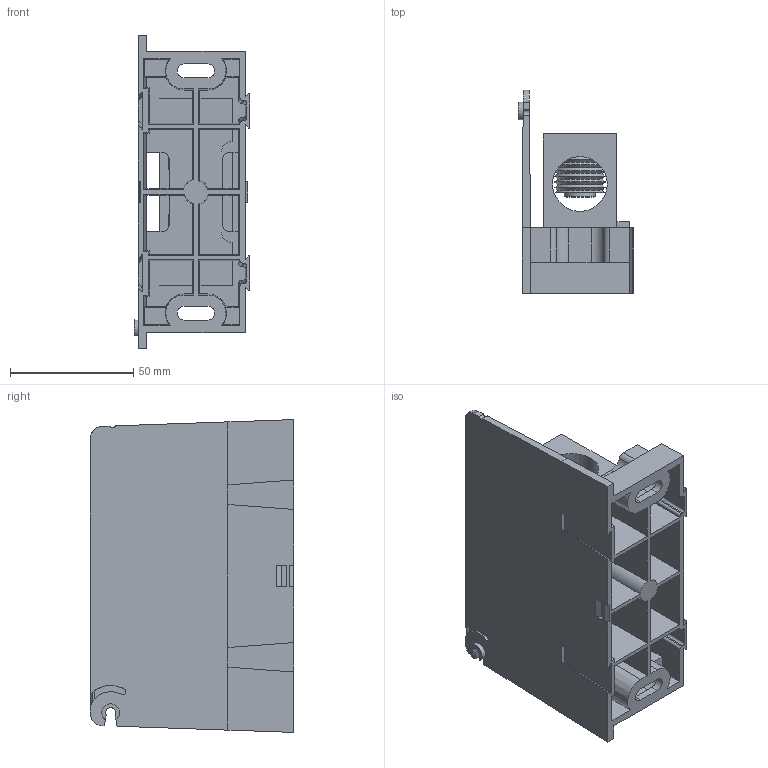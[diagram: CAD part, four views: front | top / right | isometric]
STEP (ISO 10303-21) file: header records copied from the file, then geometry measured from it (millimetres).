
FILE_DESCRIPTION (( 'STEP AP214' ), '1' );
FILE_NAME ('701973rev-ADDER.STEP', '2014-03-25T12:54:09', ( '' ), ( '' ), 'SwSTEP 2.0', 'SolidWorks 2013', '' );
FILE_SCHEMA (( 'AUTOMOTIVE_DESIGN' ));
Length unit declared in the file: inch
Products named in the file (1): 701973rev-ADDER
Bounding box: 46.93 x 82.55 x 127.01 mm (x, y, z)
Surface area: 61486.6 mm2 (no closed solid volume)
Topology: 0 solids, 6 shells, 233 faces, 686 edges, 457 vertices
Faces by surface type: plane 151, cylinder 49, cone 33
Full cylindrical faces by diameter (mm): 12.7 x1, 22.225 x2
Entity records: 10814 total; most frequent: CARTESIAN_POINT 1867, ORIENTED_EDGE 1166, DIRECTION 1154, EDGE_CURVE 652, LINE 476, VECTOR 476, VERTEX_POINT 454, AXIS2_PLACEMENT_3D 339
